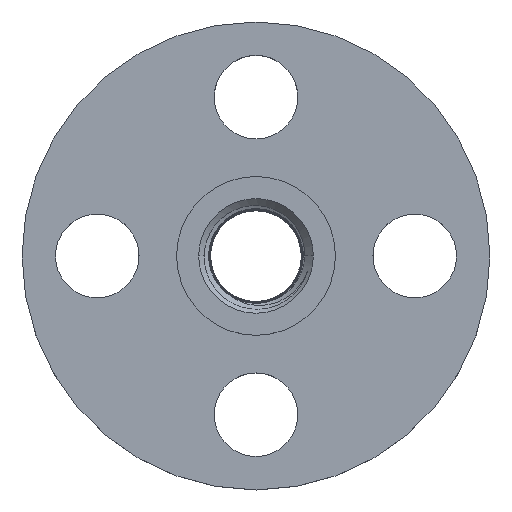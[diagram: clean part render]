
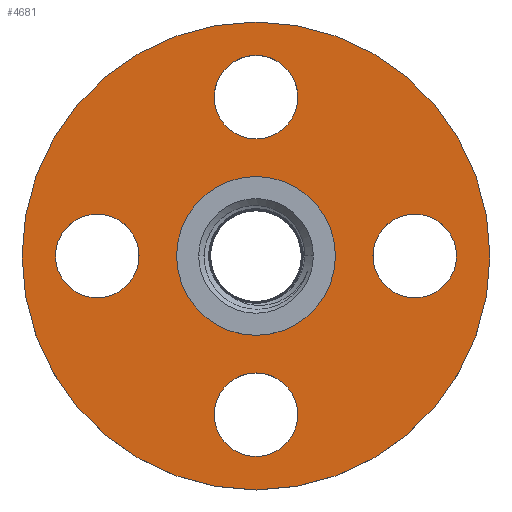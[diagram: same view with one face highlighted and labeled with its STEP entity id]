
A CAD part, top view. The second image highlights one B-rep face of the part: STEP entity #4681.
In plain terms, the highlighted planar face has unit normal (0, 0, 1).
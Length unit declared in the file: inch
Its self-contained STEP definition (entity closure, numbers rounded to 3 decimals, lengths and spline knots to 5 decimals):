
#1544 = DIRECTION ( 'NONE',  ( 1., 0., 0. ) ) ;
#1545 = DIRECTION ( 'NONE',  ( 0., 0., 1. ) ) ;
#1546 = CARTESIAN_POINT ( 'NONE',  ( 0., 0., 0. ) ) ;
#1547 = AXIS2_PLACEMENT_3D ( 'NONE', #1546, #1545, #1544 ) ;
#1551 = CIRCLE ( 'NONE', #1547, 1.75 ) ;
#1555 = DIRECTION ( 'NONE',  ( 1., 0., 0. ) ) ;
#1556 = DIRECTION ( 'NONE',  ( 0., 0., 1. ) ) ;
#1557 = CARTESIAN_POINT ( 'NONE',  ( 0., 1.1875, 0. ) ) ;
#1558 = AXIS2_PLACEMENT_3D ( 'NONE', #1557, #1556, #1555 ) ;
#1559 = CIRCLE ( 'NONE', #1558, 0.3125 ) ;
#1569 = DIRECTION ( 'NONE',  ( -1., 0., 0. ) ) ;
#1570 = DIRECTION ( 'NONE',  ( 0., 0., 1. ) ) ;
#1571 = AXIS2_PLACEMENT_3D ( 'NONE', #1576, #1570, #1569 ) ;
#1572 = CIRCLE ( 'NONE', #1571, 0.3125 ) ;
#1573 = DIRECTION ( 'NONE',  ( 1., 0., 0. ) ) ;
#1574 = DIRECTION ( 'NONE',  ( 0., 0., 1. ) ) ;
#1575 = CARTESIAN_POINT ( 'NONE',  ( 0., 0., 0. ) ) ;
#1576 = CARTESIAN_POINT ( 'NONE',  ( 0., -1.1875, 0. ) ) ;
#1577 = AXIS2_PLACEMENT_3D ( 'NONE', #1575, #1574, #1573 ) ;
#1578 = PLANE ( 'NONE',  #1577 ) ;
#1579 = FACE_BOUND ( 'NONE', #4640, .T. ) ;
#1580 = FACE_BOUND ( 'NONE', #4638, .T. ) ;
#1581 = FACE_BOUND ( 'NONE', #4643, .T. ) ;
#1582 = FACE_BOUND ( 'NONE', #4645, .T. ) ;
#1583 = FACE_BOUND ( 'NONE', #4683, .T. ) ;
#1584 = FACE_OUTER_BOUND ( 'NONE', #4682, .T. ) ;
#1585 = DIRECTION ( 'NONE',  ( 0., -1., 0. ) ) ;
#1586 = DIRECTION ( 'NONE',  ( 0., 0., 1. ) ) ;
#1587 = CARTESIAN_POINT ( 'NONE',  ( 1.1875, 0., 0. ) ) ;
#1588 = AXIS2_PLACEMENT_3D ( 'NONE', #1587, #1586, #1585 ) ;
#1589 = CIRCLE ( 'NONE', #1588, 0.3125 ) ;
#1620 = DIRECTION ( 'NONE',  ( 0., 1., 0. ) ) ;
#1621 = DIRECTION ( 'NONE',  ( 0., 0., 1. ) ) ;
#1622 = CARTESIAN_POINT ( 'NONE',  ( -1.1875, 0., 0. ) ) ;
#1623 = AXIS2_PLACEMENT_3D ( 'NONE', #1622, #1621, #1620 ) ;
#1624 = CIRCLE ( 'NONE', #1623, 0.3125 ) ;
#2080 = CARTESIAN_POINT ( 'NONE',  ( 1.5, 0., 0. ) ) ;
#2165 = CARTESIAN_POINT ( 'NONE',  ( 0.3125, -1.1875, 0. ) ) ;
#2166 = DIRECTION ( 'NONE',  ( -1., 0., 0. ) ) ;
#2167 = DIRECTION ( 'NONE',  ( 0., 0., 1. ) ) ;
#2168 = CARTESIAN_POINT ( 'NONE',  ( 0., -1.1875, 0. ) ) ;
#2169 = AXIS2_PLACEMENT_3D ( 'NONE', #2168, #2167, #2166 ) ;
#2170 = CIRCLE ( 'NONE', #2169, 0.3125 ) ;
#2171 = CARTESIAN_POINT ( 'NONE',  ( -0.3125, -1.1875, 0. ) ) ;
#2172 = CARTESIAN_POINT ( 'NONE',  ( 0.875, 0., 0. ) ) ;
#2173 = DIRECTION ( 'NONE',  ( 0., -1., 0. ) ) ;
#2174 = DIRECTION ( 'NONE',  ( 0., 0., 1. ) ) ;
#2175 = CARTESIAN_POINT ( 'NONE',  ( 1.1875, 0., 0. ) ) ;
#2176 = AXIS2_PLACEMENT_3D ( 'NONE', #2175, #2174, #2173 ) ;
#2177 = CIRCLE ( 'NONE', #2176, 0.3125 ) ;
#2711 = CARTESIAN_POINT ( 'NONE',  ( -0.3125, 1.1875, 0. ) ) ;
#2718 = DIRECTION ( 'NONE',  ( 1., 0., 0. ) ) ;
#2719 = DIRECTION ( 'NONE',  ( 0., 0., 1. ) ) ;
#2720 = CARTESIAN_POINT ( 'NONE',  ( 0., 1.1875, 0. ) ) ;
#2721 = AXIS2_PLACEMENT_3D ( 'NONE', #2720, #2719, #2718 ) ;
#2722 = CIRCLE ( 'NONE', #2721, 0.3125 ) ;
#2728 = DIRECTION ( 'NONE',  ( 0., 1., 0. ) ) ;
#2729 = DIRECTION ( 'NONE',  ( 0., 0., 1. ) ) ;
#2730 = CARTESIAN_POINT ( 'NONE',  ( -1.1875, 0., 0. ) ) ;
#2731 = AXIS2_PLACEMENT_3D ( 'NONE', #2730, #2729, #2728 ) ;
#2732 = CIRCLE ( 'NONE', #2731, 0.3125 ) ;
#2773 = CARTESIAN_POINT ( 'NONE',  ( -0.875, 0., 0. ) ) ;
#2774 = CARTESIAN_POINT ( 'NONE',  ( -1.5, 0., 0. ) ) ;
#2778 = CARTESIAN_POINT ( 'NONE',  ( 0.3125, 1.1875, 0. ) ) ;
#2800 = CARTESIAN_POINT ( 'NONE',  ( 1.75, 0., 0. ) ) ;
#2808 = DIRECTION ( 'NONE',  ( 1., 0., 0. ) ) ;
#2809 = DIRECTION ( 'NONE',  ( 0., 0., 1. ) ) ;
#2810 = CARTESIAN_POINT ( 'NONE',  ( 0., 0., 0. ) ) ;
#2811 = AXIS2_PLACEMENT_3D ( 'NONE', #2810, #2809, #2808 ) ;
#2812 = CIRCLE ( 'NONE', #2811, 1.75 ) ;
#2813 = CARTESIAN_POINT ( 'NONE',  ( -1.75, 0., 0. ) ) ;
#2939 = CARTESIAN_POINT ( 'NONE',  ( 0.59375, 0., 0. ) ) ;
#3033 = DIRECTION ( 'NONE',  ( 1., 0., 0. ) ) ;
#3034 = DIRECTION ( 'NONE',  ( 0., 0., -1. ) ) ;
#3035 = AXIS2_PLACEMENT_3D ( 'NONE', #3042, #3034, #3033 ) ;
#3036 = CIRCLE ( 'NONE', #3035, 0.59375 ) ;
#3042 = CARTESIAN_POINT ( 'NONE',  ( 0., 0., 0. ) ) ;
#3043 = CARTESIAN_POINT ( 'NONE',  ( -0.59375, 0., 0. ) ) ;
#3044 = DIRECTION ( 'NONE',  ( 1., 0., 0. ) ) ;
#3045 = DIRECTION ( 'NONE',  ( 0., 0., -1. ) ) ;
#3046 = CARTESIAN_POINT ( 'NONE',  ( 0., 0., 0. ) ) ;
#3047 = AXIS2_PLACEMENT_3D ( 'NONE', #3046, #3045, #3044 ) ;
#3048 = CIRCLE ( 'NONE', #3047, 0.59375 ) ;
#4636 = ORIENTED_EDGE ( 'NONE', *, *, #4857, .F. ) ;
#4637 = ORIENTED_EDGE ( 'NONE', *, *, #4848, .F. ) ;
#4638 = EDGE_LOOP ( 'NONE', ( #4639, #4637 ) ) ;
#4639 = ORIENTED_EDGE ( 'NONE', *, *, #4680, .F. ) ;
#4640 = EDGE_LOOP ( 'NONE', ( #4644, #5811 ) ) ;
#4641 = ORIENTED_EDGE ( 'NONE', *, *, #4689, .F. ) ;
#4642 = ORIENTED_EDGE ( 'NONE', *, *, #5609, .F. ) ;
#4643 = EDGE_LOOP ( 'NONE', ( #4641, #4636 ) ) ;
#4644 = ORIENTED_EDGE ( 'NONE', *, *, #5760, .T. ) ;
#4645 = EDGE_LOOP ( 'NONE', ( #4646, #4642 ) ) ;
#4646 = ORIENTED_EDGE ( 'NONE', *, *, #4695, .F. ) ;
#4647 = ORIENTED_EDGE ( 'NONE', *, *, #5586, .F. ) ;
#4670 = EDGE_CURVE ( 'NONE', #5619, #5593, #1559, .T. ) ;
#4673 = EDGE_CURVE ( 'NONE', #5631, #5664, #1551, .T. ) ;
#4680 = EDGE_CURVE ( 'NONE', #4786, #4853, #1589, .T. ) ;
#4681 = ADVANCED_FACE ( 'NONE', ( #1584, #1583, #1582, #1581, #1580, #1579 ), #1578, .T. ) ;
#4682 = EDGE_LOOP ( 'NONE', ( #4687, #4688 ) ) ;
#4683 = EDGE_LOOP ( 'NONE', ( #4684, #4647 ) ) ;
#4684 = ORIENTED_EDGE ( 'NONE', *, *, #4670, .F. ) ;
#4687 = ORIENTED_EDGE ( 'NONE', *, *, #5632, .T. ) ;
#4688 = ORIENTED_EDGE ( 'NONE', *, *, #4673, .T. ) ;
#4689 = EDGE_CURVE ( 'NONE', #4858, #4855, #1572, .T. ) ;
#4695 = EDGE_CURVE ( 'NONE', #5622, #5621, #1624, .T. ) ;
#4786 = VERTEX_POINT ( 'NONE', #2080 ) ;
#4848 = EDGE_CURVE ( 'NONE', #4853, #4786, #2177, .T. ) ;
#4853 = VERTEX_POINT ( 'NONE', #2172 ) ;
#4855 = VERTEX_POINT ( 'NONE', #2171 ) ;
#4857 = EDGE_CURVE ( 'NONE', #4855, #4858, #2170, .T. ) ;
#4858 = VERTEX_POINT ( 'NONE', #2165 ) ;
#5586 = EDGE_CURVE ( 'NONE', #5593, #5619, #2722, .T. ) ;
#5593 = VERTEX_POINT ( 'NONE', #2711 ) ;
#5609 = EDGE_CURVE ( 'NONE', #5621, #5622, #2732, .T. ) ;
#5619 = VERTEX_POINT ( 'NONE', #2778 ) ;
#5621 = VERTEX_POINT ( 'NONE', #2774 ) ;
#5622 = VERTEX_POINT ( 'NONE', #2773 ) ;
#5631 = VERTEX_POINT ( 'NONE', #2813 ) ;
#5632 = EDGE_CURVE ( 'NONE', #5664, #5631, #2812, .T. ) ;
#5664 = VERTEX_POINT ( 'NONE', #2800 ) ;
#5750 = VERTEX_POINT ( 'NONE', #2939 ) ;
#5760 = EDGE_CURVE ( 'NONE', #5761, #5750, #3048, .T. ) ;
#5761 = VERTEX_POINT ( 'NONE', #3043 ) ;
#5811 = ORIENTED_EDGE ( 'NONE', *, *, #5813, .T. ) ;
#5813 = EDGE_CURVE ( 'NONE', #5750, #5761, #3036, .T. ) ;
